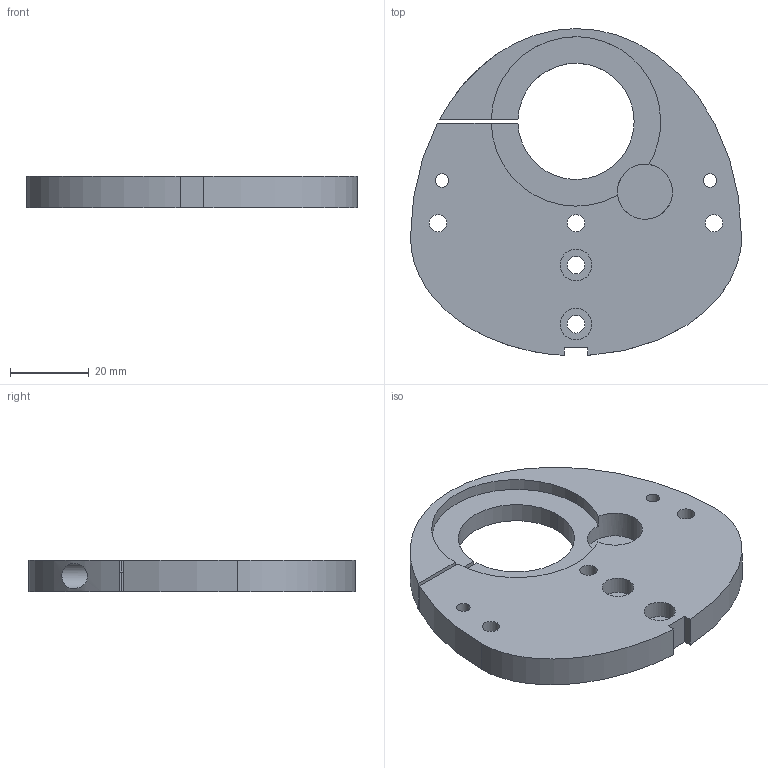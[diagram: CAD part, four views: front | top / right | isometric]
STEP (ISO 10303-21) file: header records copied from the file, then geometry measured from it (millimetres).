
FILE_DESCRIPTION(('FreeCAD Model'),'2;1');
FILE_NAME('Open CASCADE Shape Model','2021-04-14T09:56:05',('Author'),( ''),'Open CASCADE STEP processor 7.5','FreeCAD','Unknown');
FILE_SCHEMA(('AUTOMOTIVE_DESIGN { 1 0 10303 214 1 1 1 1 }'));
Length unit declared in the file: millimetre
Products named in the file (1): Pocket008
Bounding box: 84 x 82.92 x 8 mm (x, y, z)
Volume: 32757.8 mm3; surface area: 14114.2 mm2
Topology: 1 solids, 1 shells, 45 faces, 105 edges, 70 vertices
Faces by surface type: cylinder 23, plane 17, extrusion 4, cone 1
Full cylindrical faces by diameter (mm): 2.5 x1, 3.2 x1, 3.4 x2, 4.4 x3, 4.5 x2, 6 x2, 6.5 x1, 8 x5, 14 x1
Entity records: 3085 total; most frequent: CARTESIAN_POINT 901, DIRECTION 410, ORIENTED_EDGE 208, PCURVE 208, DEFINITIONAL_REPRESENTATION 208, VECTOR 163, LINE 159, EDGE_CURVE 104
